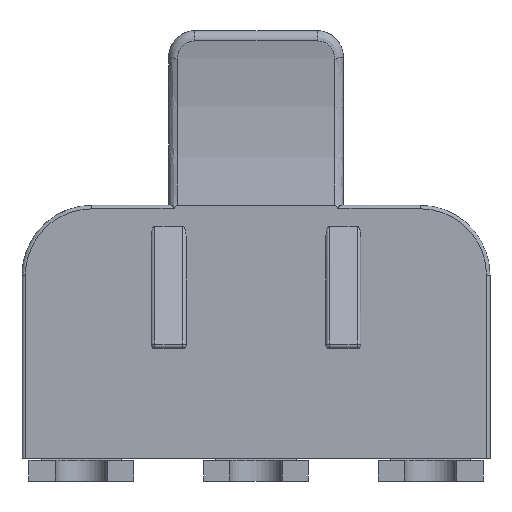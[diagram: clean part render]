
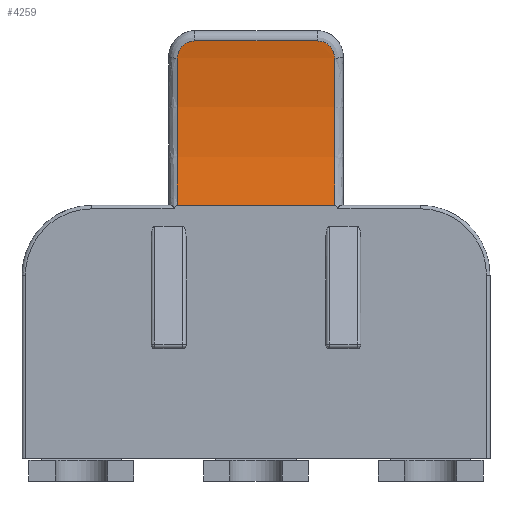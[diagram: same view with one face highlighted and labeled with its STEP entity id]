
A CAD part, front view. The second image highlights one B-rep face of the part: STEP entity #4259.
In plain terms, the highlighted cylindrical face has radius 25.974 mm (diameter 51.948 mm), a partial arc.
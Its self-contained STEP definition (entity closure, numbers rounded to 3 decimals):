
#63 = CARTESIAN_POINT ( 'NONE',  ( -7.212, 52.324, 83.469 ) ) ;
#135 = CARTESIAN_POINT ( 'NONE',  ( 2.288, 52.582, 91.903 ) ) ;
#163 = CARTESIAN_POINT ( 'NONE',  ( 2.288, 52.565, 92.031 ) ) ;
#189 = CARTESIAN_POINT ( 'NONE',  ( 2.261, 52.546, 92.16 ) ) ;
#221 = CARTESIAN_POINT ( 'NONE',  ( 2.162, 52.512, 92.395 ) ) ;
#368 = AXIS2_PLACEMENT_3D ( 'NONE', #3908, #3302, #2285 ) ;
#405 = CARTESIAN_POINT ( 'NONE',  ( 2.088, 52.494, 92.504 ) ) ;
#437 = CARTESIAN_POINT ( 'NONE',  ( 1.95, 52.473, 92.64 ) ) ;
#459 = AXIS2_PLACEMENT_3D ( 'NONE', #2942, #3671, #940 ) ;
#598 = CIRCLE ( 'NONE', #1198, 25.974 ) ;
#688 = CARTESIAN_POINT ( 'NONE',  ( 1.899, 52.466, 92.682 ) ) ;
#742 = CARTESIAN_POINT ( 'NONE',  ( 1.79, 52.454, 92.753 ) ) ;
#758 = ORIENTED_EDGE ( 'NONE', *, *, #3606, .F. ) ;
#765 = CARTESIAN_POINT ( 'NONE',  ( 1.733, 52.449, 92.784 ) ) ;
#767 = DIRECTION ( 'NONE',  ( 1., 0., 0. ) ) ;
#790 = CARTESIAN_POINT ( 'NONE',  ( 1.551, 52.436, 92.858 ) ) ;
#940 = DIRECTION ( 'NONE',  ( 0., 0., -1. ) ) ;
#958 = VERTEX_POINT ( 'NONE', #6079 ) ;
#988 = CARTESIAN_POINT ( 'NONE',  ( -6.712, 52.324, 83.469 ) ) ;
#1008 = CARTESIAN_POINT ( 'NONE',  ( -7.212, 52.432, 92.884 ) ) ;
#1174 = VERTEX_POINT ( 'NONE', #988 ) ;
#1198 = AXIS2_PLACEMENT_3D ( 'NONE', #1458, #1417, #1395 ) ;
#1217 = CARTESIAN_POINT ( 'NONE',  ( 1.419, 52.432, 92.884 ) ) ;
#1314 = CARTESIAN_POINT ( 'NONE',  ( 1.288, 52.432, 92.884 ) ) ;
#1395 = DIRECTION ( 'NONE',  ( 0., 0., -1. ) ) ;
#1417 = DIRECTION ( 'NONE',  ( -1., 0., 0. ) ) ;
#1458 = CARTESIAN_POINT ( 'NONE',  ( 2.288, 26.836, 88.469 ) ) ;
#1540 = LINE ( 'NONE', #63, #4276 ) ;
#2079 = CYLINDRICAL_SURFACE ( 'NONE', #368, 25.974 ) ;
#2274 = EDGE_LOOP ( 'NONE', ( #6541, #5723, #5739, #3361, #3477, #758 ) ) ;
#2285 = DIRECTION ( 'NONE',  ( 0., 0., -1. ) ) ;
#2669 = DIRECTION ( 'NONE',  ( -1., 0., 0. ) ) ;
#2942 = CARTESIAN_POINT ( 'NONE',  ( -6.712, 26.836, 88.469 ) ) ;
#2986 = FACE_OUTER_BOUND ( 'NONE', #2274, .T. ) ;
#3208 = CARTESIAN_POINT ( 'NONE',  ( -5.712, 52.432, 92.884 ) ) ;
#3221 = CARTESIAN_POINT ( 'NONE',  ( -5.845, 52.432, 92.884 ) ) ;
#3246 = CARTESIAN_POINT ( 'NONE',  ( -5.977, 52.436, 92.857 ) ) ;
#3253 = CARTESIAN_POINT ( 'NONE',  ( -6.218, 52.453, 92.759 ) ) ;
#3271 = CARTESIAN_POINT ( 'NONE',  ( -6.329, 52.465, 92.685 ) ) ;
#3279 = CARTESIAN_POINT ( 'NONE',  ( -6.467, 52.487, 92.549 ) ) ;
#3301 = CARTESIAN_POINT ( 'NONE',  ( -6.509, 52.495, 92.499 ) ) ;
#3302 = DIRECTION ( 'NONE',  ( 1., 0., 0. ) ) ;
#3322 = CARTESIAN_POINT ( 'NONE',  ( -6.581, 52.512, 92.392 ) ) ;
#3361 = ORIENTED_EDGE ( 'NONE', *, *, #4166, .F. ) ;
#3377 = CARTESIAN_POINT ( 'NONE',  ( -6.612, 52.52, 92.336 ) ) ;
#3399 = CARTESIAN_POINT ( 'NONE',  ( -6.687, 52.547, 92.158 ) ) ;
#3463 = CARTESIAN_POINT ( 'NONE',  ( -6.712, 52.582, 91.903 ) ) ;
#3477 = ORIENTED_EDGE ( 'NONE', *, *, #5047, .F. ) ;
#3572 = CARTESIAN_POINT ( 'NONE',  ( -6.712, 52.565, 92.031 ) ) ;
#3606 = EDGE_CURVE ( 'NONE', #4625, #958, #4870, .T. ) ;
#3671 = DIRECTION ( 'NONE',  ( 1., 0., 0. ) ) ;
#3817 = VERTEX_POINT ( 'NONE', #4060 ) ;
#3831 = EDGE_CURVE ( 'NONE', #4595, #4531, #598, .T. ) ;
#3908 = CARTESIAN_POINT ( 'NONE',  ( -7.212, 26.836, 88.469 ) ) ;
#3916 = VECTOR ( 'NONE', #767, 1000. ) ;
#4036 = CARTESIAN_POINT ( 'NONE',  ( 2.288, 52.582, 91.903 ) ) ;
#4060 = CARTESIAN_POINT ( 'NONE',  ( 1.288, 52.432, 92.884 ) ) ;
#4147 = LINE ( 'NONE', #1008, #3916 ) ;
#4166 = EDGE_CURVE ( 'NONE', #3817, #4595, #5697, .T. ) ;
#4259 = ADVANCED_FACE ( 'NONE', ( #2986 ), #2079, .F. ) ;
#4276 = VECTOR ( 'NONE', #2669, 1000. ) ;
#4437 = EDGE_CURVE ( 'NONE', #4531, #1174, #1540, .T. ) ;
#4531 = VERTEX_POINT ( 'NONE', #6457 ) ;
#4532 = CARTESIAN_POINT ( 'NONE',  ( -6.712, 52.582, 91.903 ) ) ;
#4595 = VERTEX_POINT ( 'NONE', #4036 ) ;
#4625 = VERTEX_POINT ( 'NONE', #4532 ) ;
#4834 = EDGE_CURVE ( 'NONE', #1174, #4625, #5072, .T. ) ;
#4870 = B_SPLINE_CURVE_WITH_KNOTS ( 'NONE', 3,
 ( #3463, #3572, #3399, #3377, #3322, #3301, #3279, #3271, #3253, #3246, #3221, #3208 ),
 .UNSPECIFIED., .F., .F.,
 ( 4, 2, 2, 2, 2, 4 ),
 ( 0., 0.25, 0.375, 0.5, 0.75, 1. ),
 .UNSPECIFIED. ) ;
#5047 = EDGE_CURVE ( 'NONE', #958, #3817, #4147, .T. ) ;
#5072 = CIRCLE ( 'NONE', #459, 25.974 ) ;
#5697 = B_SPLINE_CURVE_WITH_KNOTS ( 'NONE', 3,
 ( #1314, #1217, #790, #765, #742, #688, #437, #405, #221, #189, #163, #135 ),
 .UNSPECIFIED., .F., .F.,
 ( 4, 2, 2, 2, 2, 4 ),
 ( 0., 0.25, 0.375, 0.5, 0.75, 1. ),
 .UNSPECIFIED. ) ;
#5723 = ORIENTED_EDGE ( 'NONE', *, *, #4437, .F. ) ;
#5739 = ORIENTED_EDGE ( 'NONE', *, *, #3831, .F. ) ;
#6079 = CARTESIAN_POINT ( 'NONE',  ( -5.712, 52.432, 92.884 ) ) ;
#6457 = CARTESIAN_POINT ( 'NONE',  ( 2.288, 52.324, 83.469 ) ) ;
#6541 = ORIENTED_EDGE ( 'NONE', *, *, #4834, .F. ) ;
